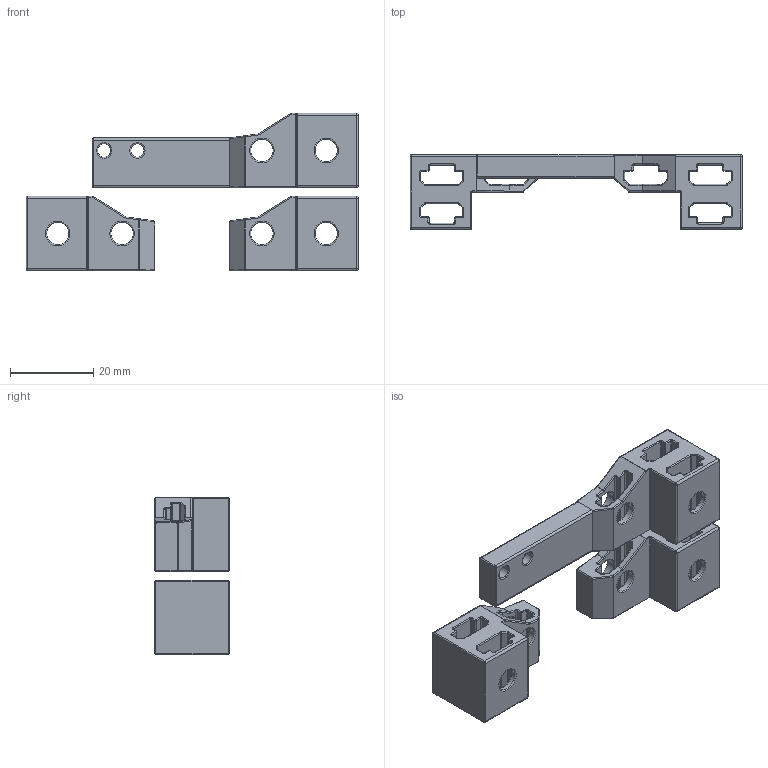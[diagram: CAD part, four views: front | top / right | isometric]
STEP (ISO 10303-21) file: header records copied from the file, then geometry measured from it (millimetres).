
FILE_DESCRIPTION(/* description */ (''),/* implementation_level */ '2;1');
FILE_NAME(/* name */ 'CF_Inserts_v2 v2.step',/* time_stamp */ '2022-01-14T10:19:26-08:00',/* author */ (''),/* organization */ (''),/* preprocessor_version */ 'ST-DEVELOPER v18.1',/* originating_system */ 'Autodesk Translation Framework v10.10.0.1391',/* authorisation */ '');
FILE_SCHEMA (('AUTOMOTIVE_DESIGN { 1 0 10303 214 3 1 1 }'));
Length unit declared in the file: millimetre
Products named in the file (1): CF_Inserts_v2
Bounding box: 80 x 18 x 38 mm (x, y, z)
Volume: 15661.8 mm3; surface area: 11585 mm2
Topology: 3 solids, 3 shells, 824 faces, 1917 edges, 1087 vertices
Faces by surface type: cylinder 386, torus 181, plane 134, bspline 69, sphere 54
Full cylindrical faces by diameter (mm): 3.2 x2, 5.4 x15
Entity records: 24540 total; most frequent: CARTESIAN_POINT 5306, DIRECTION 4466, ORIENTED_EDGE 3834, EDGE_CURVE 1917, AXIS2_PLACEMENT_3D 1848, VERTEX_POINT 1087, CIRCLE 1036, EDGE_LOOP 864
